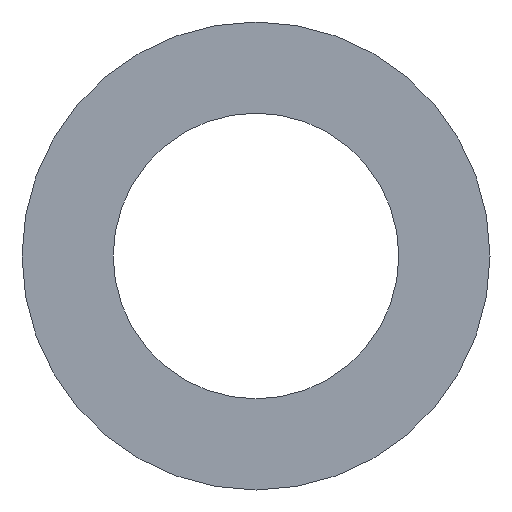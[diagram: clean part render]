
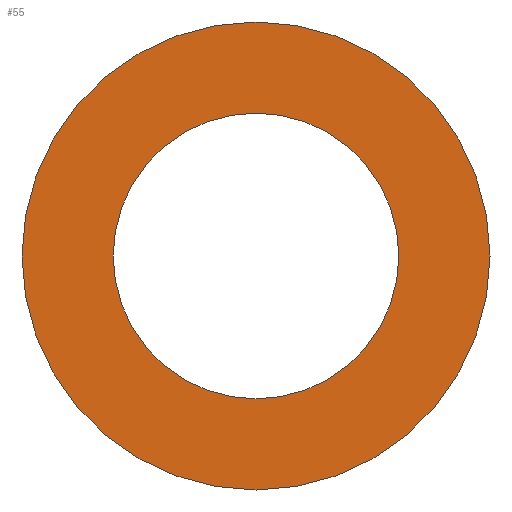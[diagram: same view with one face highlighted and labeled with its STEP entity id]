
A CAD part, left-side view. The second image highlights one B-rep face of the part: STEP entity #55.
In plain terms, the highlighted planar face has unit normal (-1, 0, 0).
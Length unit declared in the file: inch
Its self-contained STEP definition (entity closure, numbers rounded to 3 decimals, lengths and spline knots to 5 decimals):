
#9 = CARTESIAN_POINT ( 'NONE',  ( -8.26772, 0., -3.22047 ) ) ;
#13 = DIRECTION ( 'NONE',  ( 0., 0., -1. ) ) ;
#15 = EDGE_CURVE ( 'NONE', #144, #144, #23, .T. ) ;
#23 = CIRCLE ( 'NONE', #134, 5.27559 ) ;
#32 = ORIENTED_EDGE ( 'NONE', *, *, #15, .T. ) ;
#35 = EDGE_LOOP ( 'NONE', ( #73 ) ) ;
#53 = DIRECTION ( 'NONE',  ( -1., 0., 0. ) ) ;
#55 = ADVANCED_FACE ( 'NONE', ( #92, #156 ), #171, .T. ) ;
#61 = EDGE_LOOP ( 'NONE', ( #32 ) ) ;
#73 = ORIENTED_EDGE ( 'NONE', *, *, #93, .T. ) ;
#74 = CIRCLE ( 'NONE', #159, 3.22047 ) ;
#92 = FACE_OUTER_BOUND ( 'NONE', #61, .T. ) ;
#93 = EDGE_CURVE ( 'NONE', #191, #191, #74, .T. ) ;
#125 = CARTESIAN_POINT ( 'NONE',  ( -8.26772, 4.24803, 0. ) ) ;
#134 = AXIS2_PLACEMENT_3D ( 'NONE', #198, #53, #13 ) ;
#144 = VERTEX_POINT ( 'NONE', #206 ) ;
#154 = DIRECTION ( 'NONE',  ( 0., 0., -1. ) ) ;
#156 = FACE_BOUND ( 'NONE', #35, .T. ) ;
#159 = AXIS2_PLACEMENT_3D ( 'NONE', #225, #166, #154 ) ;
#166 = DIRECTION ( 'NONE',  ( 1., 0., 0. ) ) ;
#170 = DIRECTION ( 'NONE',  ( 0., 0., 1. ) ) ;
#171 = PLANE ( 'NONE',  #174 ) ;
#174 = AXIS2_PLACEMENT_3D ( 'NONE', #125, #186, #170 ) ;
#186 = DIRECTION ( 'NONE',  ( -1., 0., 0. ) ) ;
#191 = VERTEX_POINT ( 'NONE', #9 ) ;
#198 = CARTESIAN_POINT ( 'NONE',  ( -8.26772, 0., 0. ) ) ;
#206 = CARTESIAN_POINT ( 'NONE',  ( -8.26772, 0., -5.27559 ) ) ;
#225 = CARTESIAN_POINT ( 'NONE',  ( -8.26772, 0., 0. ) ) ;
